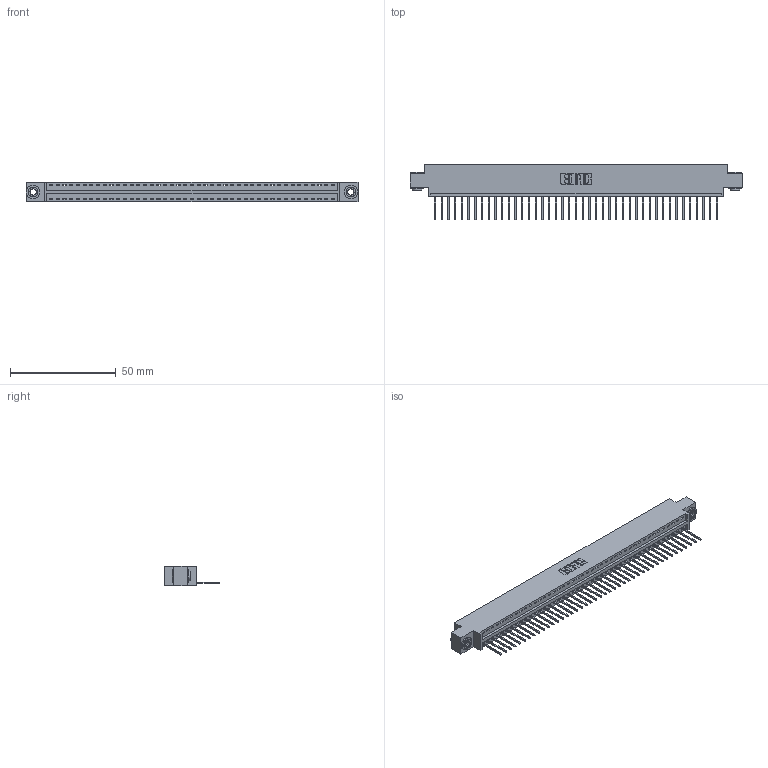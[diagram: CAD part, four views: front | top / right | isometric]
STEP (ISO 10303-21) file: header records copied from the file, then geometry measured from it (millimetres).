
FILE_DESCRIPTION (( 'STEP AP203' ), '1' );
FILE_NAME ('346-043-522-603.STEP', '2022-05-09T15:36:54', ( '' ), ( '' ), 'SwSTEP 2.0', 'SolidWorks 2020', '' );
FILE_SCHEMA (( 'CONFIG_CONTROL_DESIGN' ));
Length unit declared in the file: inch
Products named in the file (4): 346 Part_0.170 Offset - 0.156 Dia-TH; 345-250-002_345-250-002-102; 345-292-001_345-293-122; 346-043-522-603
Assembly tree (46 placements, depth 2):
  346-043-522-603
    346 Part_0.170 Offset - 0.156 Dia-TH
    345-292-001_345-293-122  x43
    345-250-002_345-250-002-102  x2
Bounding box: 157.1 x 26.42 x 9.4 mm (x, y, z)
Volume: 14896.8 mm3; surface area: 19199.9 mm2
Topology: 46 solids, 46 shells, 2672 faces, 8021 edges, 5286 vertices
Faces by surface type: plane 1824, cylinder 840, cone 8
Entity records: 27768 total; most frequent: CARTESIAN_POINT 4742, ORIENTED_EDGE 4710, DIRECTION 4211, EDGE_CURVE 2355, VECTOR 2027, LINE 2027, VERTEX_POINT 1566, AXIS2_PLACEMENT_3D 1092
